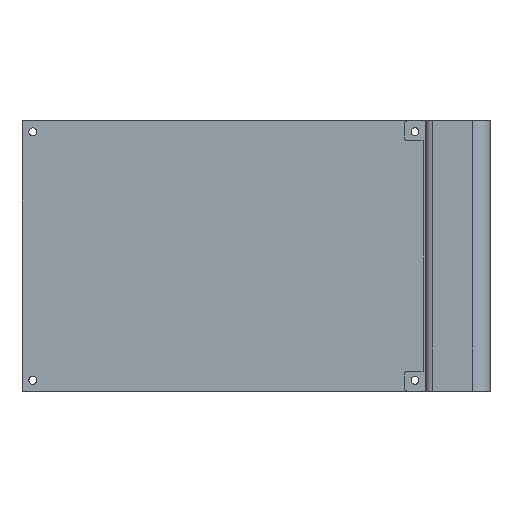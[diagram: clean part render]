
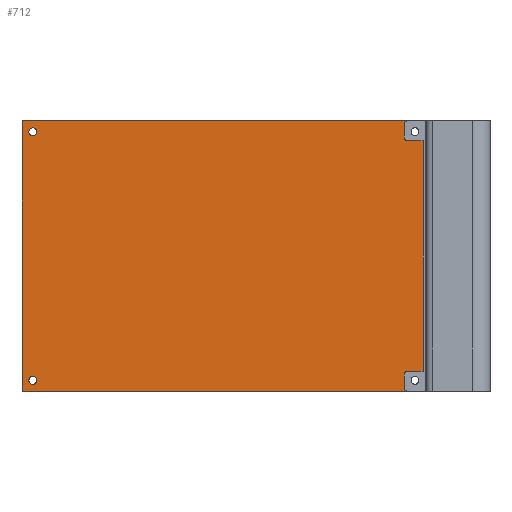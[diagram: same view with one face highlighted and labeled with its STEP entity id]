
A CAD part, top view. The second image highlights one B-rep face of the part: STEP entity #712.
In plain terms, the highlighted planar face has unit normal (0, 0, 1).
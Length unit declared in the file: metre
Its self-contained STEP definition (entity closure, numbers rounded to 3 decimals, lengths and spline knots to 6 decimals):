
#40=CIRCLE('',#780,0.0011);
#42=CIRCLE('',#783,0.0011);
#44=CIRCLE('',#786,0.0011);
#46=CIRCLE('',#789,0.0011);
#240=ORIENTED_EDGE('',*,*,#348,.T.);
#241=ORIENTED_EDGE('',*,*,#346,.T.);
#242=ORIENTED_EDGE('',*,*,#344,.F.);
#243=ORIENTED_EDGE('',*,*,#342,.F.);
#244=ORIENTED_EDGE('',*,*,#334,.F.);
#245=ORIENTED_EDGE('',*,*,#338,.T.);
#246=ORIENTED_EDGE('',*,*,#341,.T.);
#247=ORIENTED_EDGE('',*,*,#351,.F.);
#334=EDGE_CURVE('',#406,#407,#470,.T.);
#338=EDGE_CURVE('',#406,#409,#474,.T.);
#341=EDGE_CURVE('',#409,#411,#477,.T.);
#342=EDGE_CURVE('',#412,#412,#40,.T.);
#344=EDGE_CURVE('',#414,#414,#42,.T.);
#346=EDGE_CURVE('',#416,#416,#44,.T.);
#348=EDGE_CURVE('',#418,#418,#46,.T.);
#351=EDGE_CURVE('',#407,#411,#479,.T.);
#406=VERTEX_POINT('',#1205);
#407=VERTEX_POINT('',#1207);
#409=VERTEX_POINT('',#1213);
#411=VERTEX_POINT('',#1219);
#412=VERTEX_POINT('',#1223);
#414=VERTEX_POINT('',#1228);
#416=VERTEX_POINT('',#1233);
#418=VERTEX_POINT('',#1238);
#470=LINE('',#1206,#530);
#474=LINE('',#1214,#534);
#477=LINE('',#1220,#537);
#479=LINE('',#1243,#539);
#530=VECTOR('',#922,1.);
#534=VECTOR('',#928,1.);
#537=VECTOR('',#933,1.);
#539=VECTOR('',#961,1.);
#586=EDGE_LOOP('',(#240));
#587=EDGE_LOOP('',(#241));
#588=EDGE_LOOP('',(#242));
#589=EDGE_LOOP('',(#243));
#590=EDGE_LOOP('',(#244,#245,#246,#247));
#642=FACE_BOUND('',#586,.T.);
#643=FACE_BOUND('',#587,.T.);
#644=FACE_BOUND('',#588,.T.);
#645=FACE_BOUND('',#589,.T.);
#646=FACE_BOUND('',#590,.T.);
#674=PLANE('',#792);
#712=ADVANCED_FACE('',(#642,#643,#644,#645,#646),#674,.T.);
#780=AXIS2_PLACEMENT_3D('',#1222,#936,#937);
#783=AXIS2_PLACEMENT_3D('',#1227,#942,#943);
#786=AXIS2_PLACEMENT_3D('',#1232,#948,#949);
#789=AXIS2_PLACEMENT_3D('',#1237,#954,#955);
#792=AXIS2_PLACEMENT_3D('',#1244,#962,#963);
#922=DIRECTION('',(1.,0.,0.));
#928=DIRECTION('',(0.,-1.,0.));
#933=DIRECTION('',(1.,0.,0.));
#936=DIRECTION('',(0.,0.,1.));
#937=DIRECTION('',(1.,0.,0.));
#942=DIRECTION('',(0.,0.,1.));
#943=DIRECTION('',(1.,0.,0.));
#948=DIRECTION('',(0.,0.,-1.));
#949=DIRECTION('',(1.,0.,0.));
#954=DIRECTION('',(0.,0.,-1.));
#955=DIRECTION('',(1.,0.,0.));
#961=DIRECTION('',(0.,-1.,0.));
#962=DIRECTION('',(0.,0.,1.));
#963=DIRECTION('',(1.,0.,0.));
#1205=CARTESIAN_POINT('',(-0.0565,0.0378,0.0018));
#1206=CARTESIAN_POINT('',(0.,0.0378,0.0018));
#1207=CARTESIAN_POINT('',(0.0565,0.0378,0.0018));
#1213=CARTESIAN_POINT('',(-0.0565,-0.0378,0.0018));
#1214=CARTESIAN_POINT('',(-0.0565,0.,0.0018));
#1219=CARTESIAN_POINT('',(0.0565,-0.0378,0.0018));
#1220=CARTESIAN_POINT('',(0.,-0.0378,0.0018));
#1222=CARTESIAN_POINT('',(0.0535,0.0348,0.0018));
#1223=CARTESIAN_POINT('',(0.0546,0.0348,0.0018));
#1227=CARTESIAN_POINT('',(0.0535,-0.0348,0.0018));
#1228=CARTESIAN_POINT('',(0.0546,-0.0348,0.0018));
#1232=CARTESIAN_POINT('',(-0.0535,-0.0348,0.0018));
#1233=CARTESIAN_POINT('',(-0.0524,-0.0348,0.0018));
#1237=CARTESIAN_POINT('',(-0.0535,0.0348,0.0018));
#1238=CARTESIAN_POINT('',(-0.0524,0.0348,0.0018));
#1243=CARTESIAN_POINT('',(0.0565,0.,0.0018));
#1244=CARTESIAN_POINT('',(0.,0.,0.0018));
